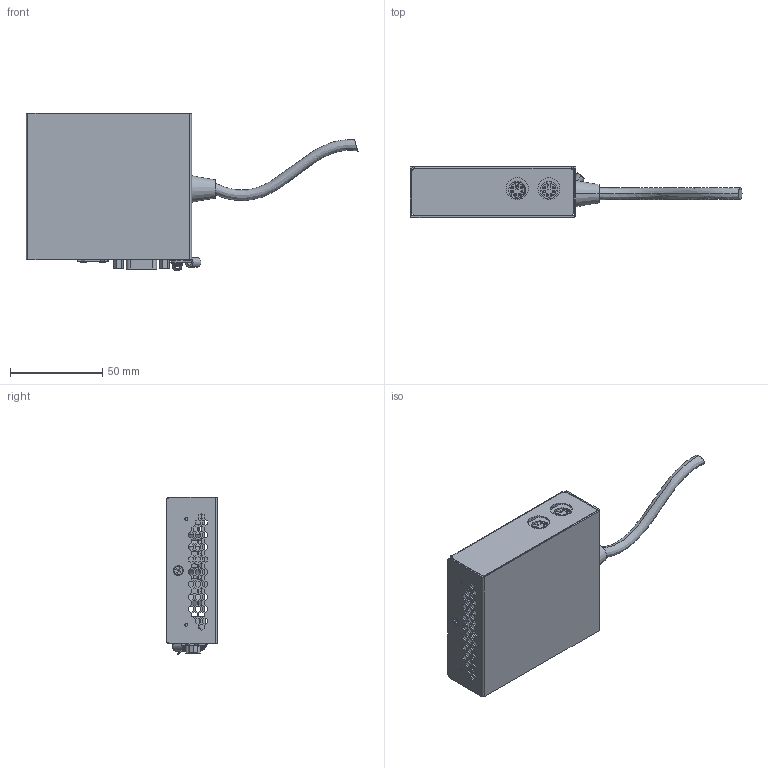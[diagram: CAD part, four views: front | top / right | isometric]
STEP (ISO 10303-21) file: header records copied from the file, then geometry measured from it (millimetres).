
FILE_DESCRIPTION (( 'STEP AP214' ), '1' );
FILE_NAME ('ST-C5KVM-600-L.STEP', '2021-01-08T20:54:51', ( '' ), ( '' ), 'SwSTEP 2.0', 'SolidWorks 2011', '' );
FILE_SCHEMA (( 'AUTOMOTIVE_DESIGN' ));
Length unit declared in the file: inch
Products named in the file (1): ST-C5KVM-600-L
Bounding box: 179.8 x 27.51 x 85.3 mm (x, y, z)
Surface area: 66877.7 mm2 (no closed solid volume)
Topology: 0 solids, 55 shells, 1086 faces, 3827 edges, 2776 vertices
Faces by surface type: plane 696, cylinder 231, cone 78, bspline 49, torus 30, sphere 2
Entity records: 59658 total; most frequent: CARTESIAN_POINT 12099, DIRECTION 6718, ORIENTED_EDGE 6360, EDGE_CURVE 3827, VERTEX_POINT 2776, LINE 2428, VECTOR 2428, AXIS2_PLACEMENT_3D 2145
